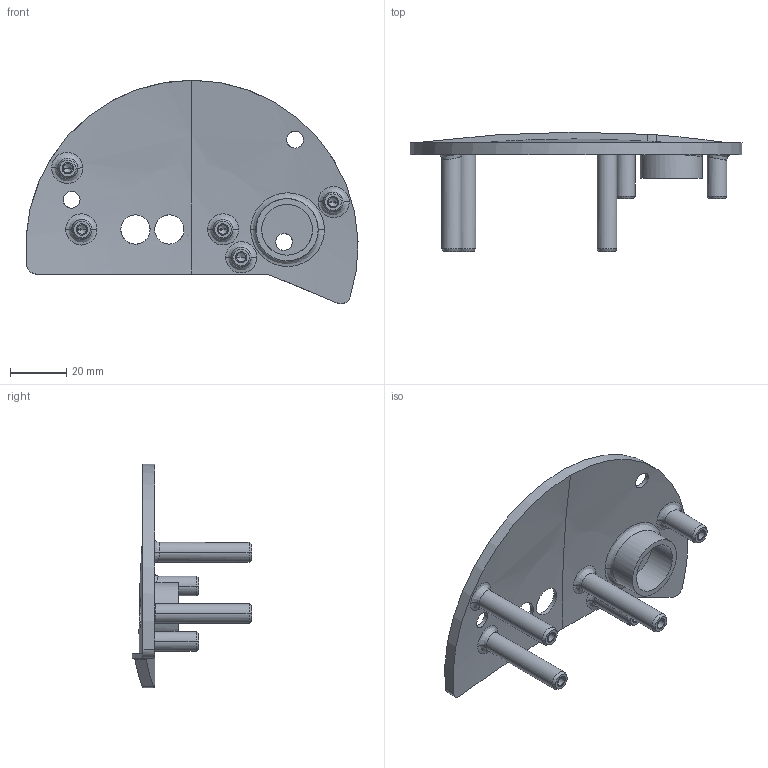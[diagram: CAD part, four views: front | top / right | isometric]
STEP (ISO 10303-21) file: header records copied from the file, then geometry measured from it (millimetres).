
FILE_DESCRIPTION((''),'2;1');
FILE_NAME('KEP0028_003_COVERPROFIL','2013-08-27T',('Reinisch'),(''),'PRO/ENGINEER BY PARAMETRIC TECHNOLOGY CORPORATION, 2012480','PRO/ENGINEER BY PARAMETRIC TECHNOLOGY CORPORATION, 2012480','');
FILE_SCHEMA(('AUTOMOTIVE_DESIGN { 1 0 10303 214 1 1 1 1 }'));
Length unit declared in the file: millimetre
Products named in the file (1): KEP0028_003_COVERPROFIL
Bounding box: 117.68 x 42.42 x 79.22 mm (x, y, z)
Volume: 17583.8 mm3; surface area: 21598.6 mm2
Topology: 1 solids, 6 shells, 112 faces, 272 edges, 165 vertices
Faces by surface type: cylinder 54, cone 20, bspline 17, plane 16, sphere 5
Entity records: 6667 total; most frequent: CARTESIAN_POINT 3162, ORIENTED_EDGE 496, DIRECTION 488, PRESENTATION_STYLE_ASSIGNMENT 264, STYLED_ITEM 264, CURVE_STYLE 258, EDGE_CURVE 258, AXIS2_PLACEMENT_3D 202
